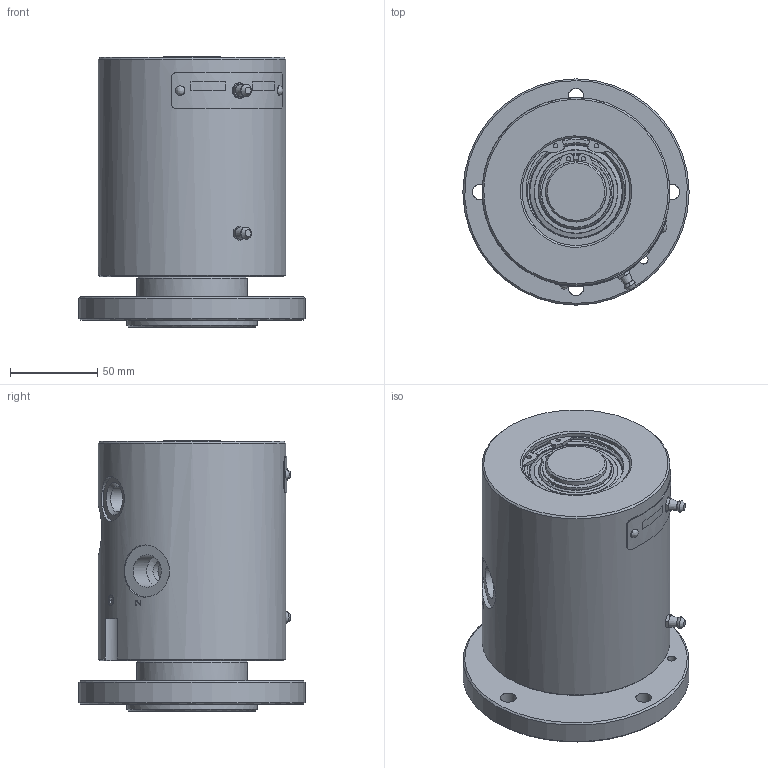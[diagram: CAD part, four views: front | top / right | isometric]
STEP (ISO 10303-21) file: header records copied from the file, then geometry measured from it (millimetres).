
FILE_DESCRIPTION (( 'STEP AP214' ), '1' );
FILE_NAME ('TUR-G2V-120ACQ.STEP', '2016-08-19T13:14:29', ( '' ), ( '' ), 'SwSTEP 2.0', 'SolidWorks 2016', '' );
FILE_SCHEMA (( 'AUTOMOTIVE_DESIGN' ));
Length unit declared in the file: millimetre
Products named in the file (1): TUR-G2V-120ACQ
Bounding box: 130 x 130 x 155.4 mm (x, y, z)
Volume: 1228558.4 mm3; surface area: 178644.3 mm2
Topology: 2 solids, 3 shells, 452 faces, 1208 edges, 852 vertices
Faces by surface type: plane 214, cylinder 127, bspline 56, cone 54, torus 1
Full cylindrical faces by diameter (mm): 2.5 x4, 3 x5, 5 x5, 6 x3, 9 x5, 12 x2, 12.5 x2, 13 x2, 14 x2, 14.95 x1, 18 x2, 18.63 x2, 26 x1, 30 x2, 33 x1, 35 x2, 43 x2, 43.46 x1, 49 x2, 50 x3, 50.1 x8, 52.5 x1, 54 x3, 55 x1, 57.5 x5, 58 x2, 62 x2, 63.8 x1, 64 x1, 65 x4
Entity records: 41219 total; most frequent: CARTESIAN_POINT 28719, ORIENTED_EDGE 2054, DIRECTION 1300, EDGE_CURVE 1027, VERTEX_POINT 816, EDGE_LOOP 733, B_SPLINE_CURVE_WITH_KNOTS 569, FACE_OUTER_BOUND 546
